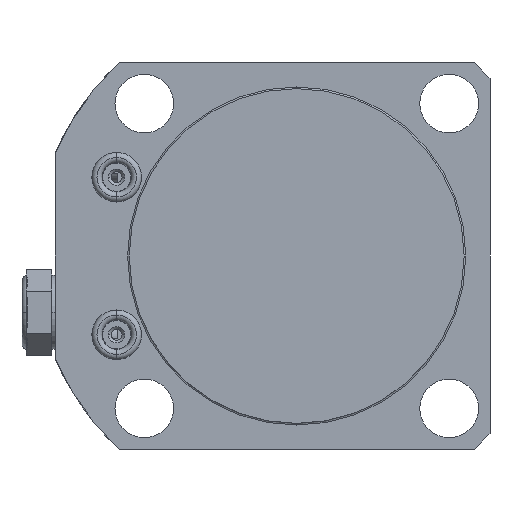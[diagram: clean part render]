
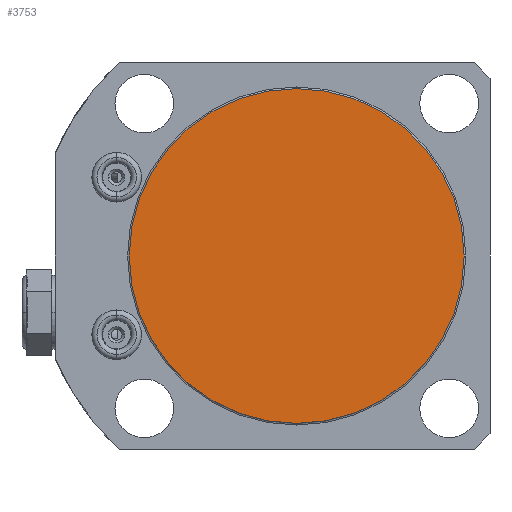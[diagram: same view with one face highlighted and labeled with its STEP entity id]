
A CAD part, front view. The second image highlights one B-rep face of the part: STEP entity #3753.
In plain terms, the highlighted planar face has unit normal (0, -1, 0).
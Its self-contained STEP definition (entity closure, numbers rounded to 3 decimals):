
#1279=CARTESIAN_POINT('',(0.,0.,0.));
#1280=DIRECTION('',(0.,-1.,0.));
#1281=DIRECTION('',(0.,0.,1.));
#1282=AXIS2_PLACEMENT_3D('',#1279,#1280,#1281);
#1284=CARTESIAN_POINT('',(0.,0.,0.));
#1285=DIRECTION('',(0.,-1.,0.));
#1286=DIRECTION('',(0.,0.,-1.));
#1287=AXIS2_PLACEMENT_3D('',#1284,#1285,#1286);
#1610=CARTESIAN_POINT('',(0.,0.,38.494));
#1611=CARTESIAN_POINT('',(0.,0.,-38.494));
#1612=VERTEX_POINT('',#1610);
#1613=VERTEX_POINT('',#1611);
#3744=CARTESIAN_POINT('',(0.,0.,0.));
#3745=DIRECTION('',(0.,1.,0.));
#3746=DIRECTION('',(0.,0.,1.));
#3747=AXIS2_PLACEMENT_3D('',#3744,#3745,#3746);
#3748=PLANE('',#3747);
#3749=ORIENTED_EDGE('',*,*,#3724,.F.);
#3750=ORIENTED_EDGE('',*,*,#3738,.F.);
#3751=EDGE_LOOP('',(#3749,#3750));
#3752=FACE_OUTER_BOUND('',#3751,.F.);
#1283=CIRCLE('',#1282,38.494);
#1288=CIRCLE('',#1287,38.494);
#3724=EDGE_CURVE('',#1612,#1613,#1283,.T.);
#3738=EDGE_CURVE('',#1613,#1612,#1288,.T.);
#3753=ADVANCED_FACE('',(#3752),#3748,.F.);
